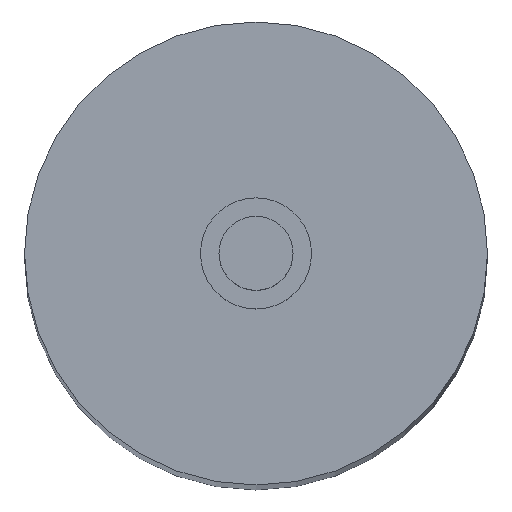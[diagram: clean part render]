
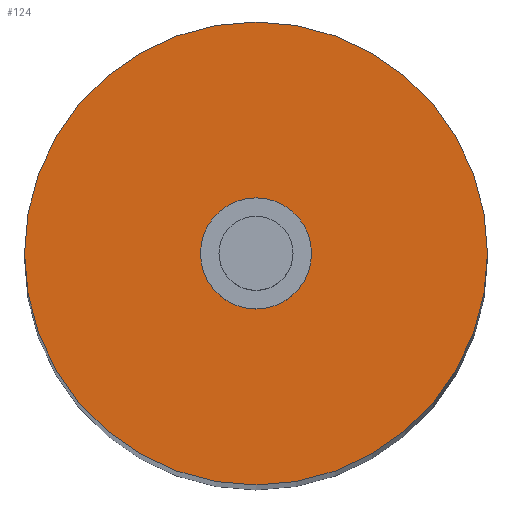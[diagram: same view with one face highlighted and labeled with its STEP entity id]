
A CAD part, top view. The second image highlights one B-rep face of the part: STEP entity #124.
In plain terms, the highlighted planar face has unit normal (0, 0, 1).
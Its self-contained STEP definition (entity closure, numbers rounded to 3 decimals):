
#77 = VERTEX_POINT ( 'NONE', #252 ) ;
#79 = EDGE_CURVE ( 'NONE', #77, #80, #253, .T. ) ;
#80 = VERTEX_POINT ( 'NONE', #258 ) ;
#86 = EDGE_CURVE ( 'NONE', #87, #88, #269, .T. ) ;
#87 = VERTEX_POINT ( 'NONE', #274 ) ;
#88 = VERTEX_POINT ( 'NONE', #275 ) ;
#124 = ADVANCED_FACE ( 'NONE', ( #342, #343 ), #344, .T. ) ;
#125 = EDGE_LOOP ( 'NONE', ( #126, #128 ) ) ;
#126 = ORIENTED_EDGE ( 'NONE', *, *, #127, .T. ) ;
#127 = EDGE_CURVE ( 'NONE', #88, #87, #349, .T. ) ;
#128 = ORIENTED_EDGE ( 'NONE', *, *, #86, .T. ) ;
#129 = EDGE_LOOP ( 'NONE', ( #130, #132 ) ) ;
#130 = ORIENTED_EDGE ( 'NONE', *, *, #131, .F. ) ;
#131 = EDGE_CURVE ( 'NONE', #80, #77, #354, .T. ) ;
#132 = ORIENTED_EDGE ( 'NONE', *, *, #79, .F. ) ;
#252 = CARTESIAN_POINT ( 'NONE',  ( 6., 0., 310. ) ) ;
#253 = CIRCLE ( 'NONE', #254, 6. ) ;
#254 = AXIS2_PLACEMENT_3D ( 'NONE', #255, #256, #257 ) ;
#255 = CARTESIAN_POINT ( 'NONE',  ( 0., 0., 310. ) ) ;
#256 = DIRECTION ( 'NONE',  ( 0., 0., 1. ) ) ;
#257 = DIRECTION ( 'NONE',  ( 1., 0., 0. ) ) ;
#258 = CARTESIAN_POINT ( 'NONE',  ( -6., 0., 310. ) ) ;
#269 = CIRCLE ( 'NONE', #270, 25. ) ;
#270 = AXIS2_PLACEMENT_3D ( 'NONE', #271, #272, #273 ) ;
#271 = CARTESIAN_POINT ( 'NONE',  ( 0., 0., 310. ) ) ;
#272 = DIRECTION ( 'NONE',  ( 0., 0., 1. ) ) ;
#273 = DIRECTION ( 'NONE',  ( 1., 0., 0. ) ) ;
#274 = CARTESIAN_POINT ( 'NONE',  ( 25., 0., 310. ) ) ;
#275 = CARTESIAN_POINT ( 'NONE',  ( -25., 0., 310. ) ) ;
#342 = FACE_OUTER_BOUND ( 'NONE', #125, .T. ) ;
#343 = FACE_BOUND ( 'NONE', #129, .T. ) ;
#344 = PLANE ( 'NONE',  #345 ) ;
#345 = AXIS2_PLACEMENT_3D ( 'NONE', #346, #347, #348 ) ;
#346 = CARTESIAN_POINT ( 'NONE',  ( 0., 0., 310. ) ) ;
#347 = DIRECTION ( 'NONE',  ( 0., 0., 1. ) ) ;
#348 = DIRECTION ( 'NONE',  ( 1., 0., 0. ) ) ;
#349 = CIRCLE ( 'NONE', #350, 25. ) ;
#350 = AXIS2_PLACEMENT_3D ( 'NONE', #351, #352, #353 ) ;
#351 = CARTESIAN_POINT ( 'NONE',  ( 0., 0., 310. ) ) ;
#352 = DIRECTION ( 'NONE',  ( 0., 0., 1. ) ) ;
#353 = DIRECTION ( 'NONE',  ( 1., 0., 0. ) ) ;
#354 = CIRCLE ( 'NONE', #355, 6. ) ;
#355 = AXIS2_PLACEMENT_3D ( 'NONE', #356, #357, #358 ) ;
#356 = CARTESIAN_POINT ( 'NONE',  ( 0., 0., 310. ) ) ;
#357 = DIRECTION ( 'NONE',  ( 0., 0., 1. ) ) ;
#358 = DIRECTION ( 'NONE',  ( 1., 0., 0. ) ) ;
